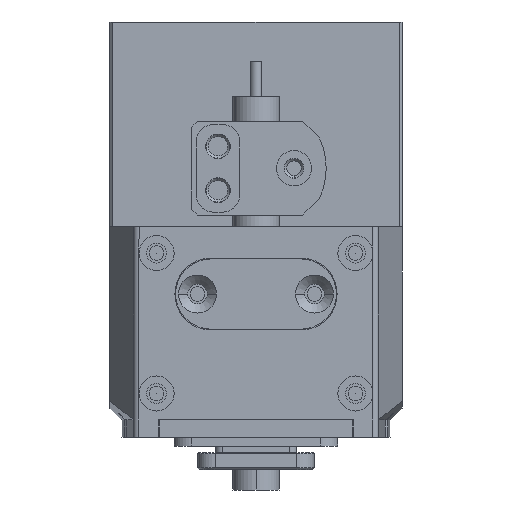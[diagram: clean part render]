
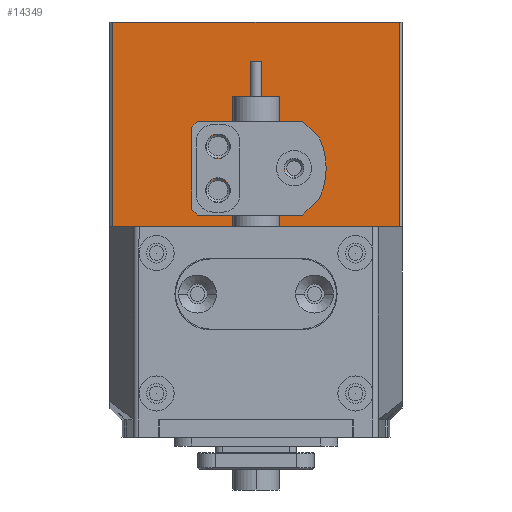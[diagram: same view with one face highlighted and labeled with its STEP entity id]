
A CAD part, left-side view. The second image highlights one B-rep face of the part: STEP entity #14349.
In plain terms, the highlighted planar face has unit normal (-1, 0, 0).
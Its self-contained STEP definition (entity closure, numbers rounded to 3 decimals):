
#11 = EDGE_LOOP ( 'NONE', ( #12646, #2398, #5755, #43139 ) ) ;
#702 = AXIS2_PLACEMENT_3D ( 'NONE', #47444, #3500, #32986 ) ;
#1141 = VECTOR ( 'NONE', #46295, 1000. ) ;
#2398 = ORIENTED_EDGE ( 'NONE', *, *, #20611, .T. ) ;
#3500 = DIRECTION ( 'NONE',  ( 1., 0., 0. ) ) ;
#3619 = VECTOR ( 'NONE', #10812, 1000. ) ;
#3961 = CARTESIAN_POINT ( 'NONE',  ( -51.408, 16.635, 108.948 ) ) ;
#5654 = EDGE_CURVE ( 'NONE', #17869, #37200, #17101, .T. ) ;
#5755 = ORIENTED_EDGE ( 'NONE', *, *, #8462, .F. ) ;
#6056 = VERTEX_POINT ( 'NONE', #47526 ) ;
#6410 = CIRCLE ( 'NONE', #20035, 2.05 ) ;
#6849 = EDGE_CURVE ( 'NONE', #28543, #36936, #24533, .T. ) ;
#7407 = VERTEX_POINT ( 'NONE', #45220 ) ;
#7648 = EDGE_CURVE ( 'NONE', #24880, #31449, #43988, .T. ) ;
#8058 = EDGE_CURVE ( 'NONE', #6056, #7407, #33615, .T. ) ;
#8330 = EDGE_LOOP ( 'NONE', ( #29981, #14624 ) ) ;
#8462 = EDGE_CURVE ( 'NONE', #46308, #16966, #12239, .T. ) ;
#8800 = CARTESIAN_POINT ( 'NONE',  ( -51.408, 16.635, 104.848 ) ) ;
#9265 = VECTOR ( 'NONE', #25260, 1000. ) ;
#10812 = DIRECTION ( 'NONE',  ( 0., 1., 0. ) ) ;
#10908 = FACE_BOUND ( 'NONE', #42480, .T. ) ;
#11109 = DIRECTION ( 'NONE',  ( 1., 0., 0. ) ) ;
#11151 = EDGE_CURVE ( 'NONE', #7407, #6056, #27271, .T. ) ;
#11892 = CIRCLE ( 'NONE', #24659, 2.05 ) ;
#12075 = FACE_BOUND ( 'NONE', #8330, .T. ) ;
#12239 = LINE ( 'NONE', #18722, #3619 ) ;
#12646 = ORIENTED_EDGE ( 'NONE', *, *, #6849, .T. ) ;
#13257 = CARTESIAN_POINT ( 'NONE',  ( -51.408, 3.635, 103.148 ) ) ;
#13636 = DIRECTION ( 'NONE',  ( 1., 0., 0. ) ) ;
#13950 = EDGE_CURVE ( 'NONE', #46308, #28543, #20781, .T. ) ;
#14278 = CARTESIAN_POINT ( 'NONE',  ( -51.408, 34.635, 93.148 ) ) ;
#14349 = ADVANCED_FACE ( 'NONE', ( #12075, #10908, #38038, #28243 ), #40829, .F. ) ;
#14624 = ORIENTED_EDGE ( 'NONE', *, *, #11151, .T. ) ;
#15517 = DIRECTION ( 'NONE',  ( 1., 0., 0. ) ) ;
#16397 = CARTESIAN_POINT ( 'NONE',  ( -51.408, 10.135, 128.148 ) ) ;
#16784 = DIRECTION ( 'NONE',  ( 1., 0., 0. ) ) ;
#16966 = VERTEX_POINT ( 'NONE', #45652 ) ;
#17023 = AXIS2_PLACEMENT_3D ( 'NONE', #33096, #21842, #22169 ) ;
#17101 = CIRCLE ( 'NONE', #25159, 2.05 ) ;
#17869 = VERTEX_POINT ( 'NONE', #19007 ) ;
#18722 = CARTESIAN_POINT ( 'NONE',  ( -51.408, -14.865, 93.148 ) ) ;
#19007 = CARTESIAN_POINT ( 'NONE',  ( -51.408, 16.635, 101.448 ) ) ;
#19075 = LINE ( 'NONE', #14278, #9265 ) ;
#19493 = ORIENTED_EDGE ( 'NONE', *, *, #5654, .T. ) ;
#20035 = AXIS2_PLACEMENT_3D ( 'NONE', #28100, #16784, #39540 ) ;
#20611 = EDGE_CURVE ( 'NONE', #36936, #16966, #19075, .T. ) ;
#20781 = LINE ( 'NONE', #31649, #1141 ) ;
#21842 = DIRECTION ( 'NONE',  ( 1., 0., 0. ) ) ;
#22169 = DIRECTION ( 'NONE',  ( 0., 0., -1. ) ) ;
#22488 = CARTESIAN_POINT ( 'NONE',  ( -51.408, 16.635, 99.398 ) ) ;
#23396 = EDGE_CURVE ( 'NONE', #37200, #17869, #11892, .T. ) ;
#24533 = LINE ( 'NONE', #16397, #42341 ) ;
#24659 = AXIS2_PLACEMENT_3D ( 'NONE', #47370, #11109, #36465 ) ;
#24880 = VERTEX_POINT ( 'NONE', #3961 ) ;
#25159 = AXIS2_PLACEMENT_3D ( 'NONE', #22488, #15517, #29888 ) ;
#25205 = CARTESIAN_POINT ( 'NONE',  ( -51.408, -14.365, 93.148 ) ) ;
#25260 = DIRECTION ( 'NONE',  ( 0., 0., -1. ) ) ;
#26758 = ORIENTED_EDGE ( 'NONE', *, *, #7648, .T. ) ;
#27271 = CIRCLE ( 'NONE', #702, 1.65 ) ;
#28100 = CARTESIAN_POINT ( 'NONE',  ( -51.408, 16.635, 106.898 ) ) ;
#28243 = FACE_OUTER_BOUND ( 'NONE', #11, .T. ) ;
#28259 = DIRECTION ( 'NONE',  ( 0., 0., -1. ) ) ;
#28543 = VERTEX_POINT ( 'NONE', #42664 ) ;
#28886 = CARTESIAN_POINT ( 'NONE',  ( -51.408, 34.635, 128.148 ) ) ;
#29512 = AXIS2_PLACEMENT_3D ( 'NONE', #13257, #31627, #28259 ) ;
#29601 = ORIENTED_EDGE ( 'NONE', *, *, #23396, .T. ) ;
#29888 = DIRECTION ( 'NONE',  ( 0., 0., -1. ) ) ;
#29981 = ORIENTED_EDGE ( 'NONE', *, *, #8058, .T. ) ;
#31449 = VERTEX_POINT ( 'NONE', #8800 ) ;
#31627 = DIRECTION ( 'NONE',  ( 1., 0., 0. ) ) ;
#31649 = CARTESIAN_POINT ( 'NONE',  ( -51.408, -14.365, 128.148 ) ) ;
#32892 = EDGE_CURVE ( 'NONE', #31449, #24880, #6410, .T. ) ;
#32986 = DIRECTION ( 'NONE',  ( 0., 0., -1. ) ) ;
#33096 = CARTESIAN_POINT ( 'NONE',  ( -51.408, -14.865, 93.148 ) ) ;
#33615 = CIRCLE ( 'NONE', #29512, 1.65 ) ;
#36465 = DIRECTION ( 'NONE',  ( 0., 0., -1. ) ) ;
#36936 = VERTEX_POINT ( 'NONE', #28886 ) ;
#37200 = VERTEX_POINT ( 'NONE', #45408 ) ;
#38038 = FACE_BOUND ( 'NONE', #42451, .T. ) ;
#38780 = AXIS2_PLACEMENT_3D ( 'NONE', #42956, #13636, #46971 ) ;
#39540 = DIRECTION ( 'NONE',  ( 0., 0., -1. ) ) ;
#40829 = PLANE ( 'NONE',  #17023 ) ;
#42341 = VECTOR ( 'NONE', #45696, 1000. ) ;
#42451 = EDGE_LOOP ( 'NONE', ( #19493, #29601 ) ) ;
#42480 = EDGE_LOOP ( 'NONE', ( #26758, #44588 ) ) ;
#42664 = CARTESIAN_POINT ( 'NONE',  ( -51.408, -14.365, 128.148 ) ) ;
#42956 = CARTESIAN_POINT ( 'NONE',  ( -51.408, 16.635, 106.898 ) ) ;
#43139 = ORIENTED_EDGE ( 'NONE', *, *, #13950, .T. ) ;
#43988 = CIRCLE ( 'NONE', #38780, 2.05 ) ;
#44588 = ORIENTED_EDGE ( 'NONE', *, *, #32892, .T. ) ;
#45220 = CARTESIAN_POINT ( 'NONE',  ( -51.408, 3.635, 101.498 ) ) ;
#45408 = CARTESIAN_POINT ( 'NONE',  ( -51.408, 16.635, 97.348 ) ) ;
#45652 = CARTESIAN_POINT ( 'NONE',  ( -51.408, 34.635, 93.148 ) ) ;
#45696 = DIRECTION ( 'NONE',  ( 0., 1., 0. ) ) ;
#46295 = DIRECTION ( 'NONE',  ( 0., 0., 1. ) ) ;
#46308 = VERTEX_POINT ( 'NONE', #25205 ) ;
#46971 = DIRECTION ( 'NONE',  ( 0., 0., -1. ) ) ;
#47370 = CARTESIAN_POINT ( 'NONE',  ( -51.408, 16.635, 99.398 ) ) ;
#47444 = CARTESIAN_POINT ( 'NONE',  ( -51.408, 3.635, 103.148 ) ) ;
#47526 = CARTESIAN_POINT ( 'NONE',  ( -51.408, 3.635, 104.798 ) ) ;
